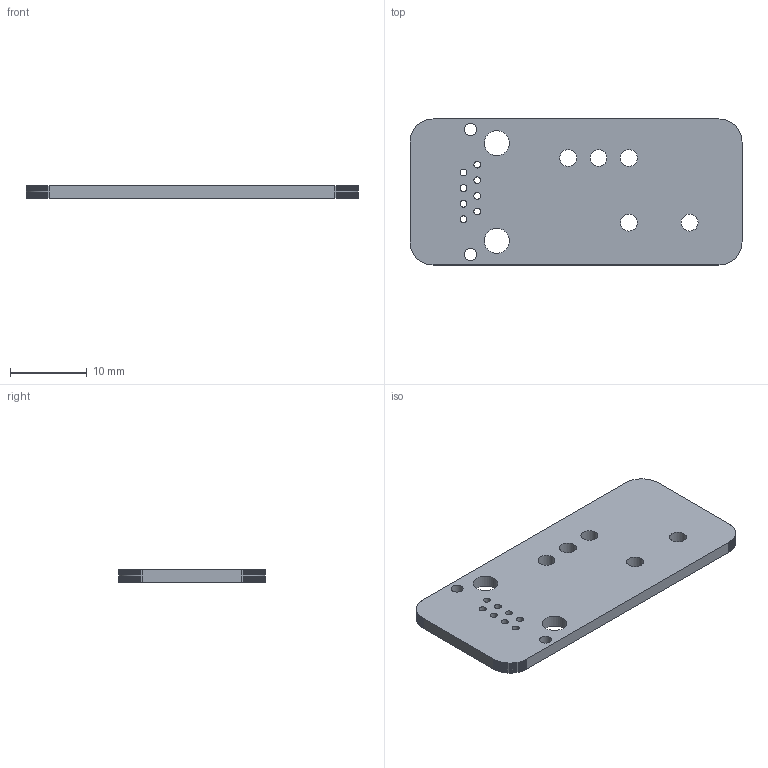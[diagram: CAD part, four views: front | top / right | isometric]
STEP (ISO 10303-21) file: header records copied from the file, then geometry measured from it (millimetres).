
FILE_DESCRIPTION(('KiCad electronic assembly'),'2;1');
FILE_NAME('OpenOBDPower_angled.step','2022-06-18T22:39:02',('Pcbnew'),( 'Kicad'),'Open CASCADE STEP processor 7.6','KiCad to STEP converter' ,'Unknown');
FILE_SCHEMA(('AUTOMOTIVE_DESIGN { 1 0 10303 214 1 1 1 1 }'));
Length unit declared in the file: millimetre
Products named in the file (2): OpenOBDPower_angled 1; OpenOBDPower PCB
Assembly tree (1 placements, depth 2):
  OpenOBDPower_angled 1
    OpenOBDPower PCB
Bounding box: 43.2 x 19 x 1.6 mm (x, y, z)
Volume: 1229.8 mm3; surface area: 1867.6 mm2
Topology: 1 solids, 1 shells, 151 faces, 447 edges, 298 vertices
Faces by surface type: plane 134, cylinder 17
Full cylindrical faces by diameter (mm): 0.89 x8, 1.57 x2, 2.2 x5, 3.25 x2
Entity records: 11003 total; most frequent: CARTESIAN_POINT 1996, DIRECTION 1647, LINE 1273, VECTOR 1273, ORIENTED_EDGE 894, PCURVE 894, DEFINITIONAL_REPRESENTATION 894, EDGE_CURVE 447
